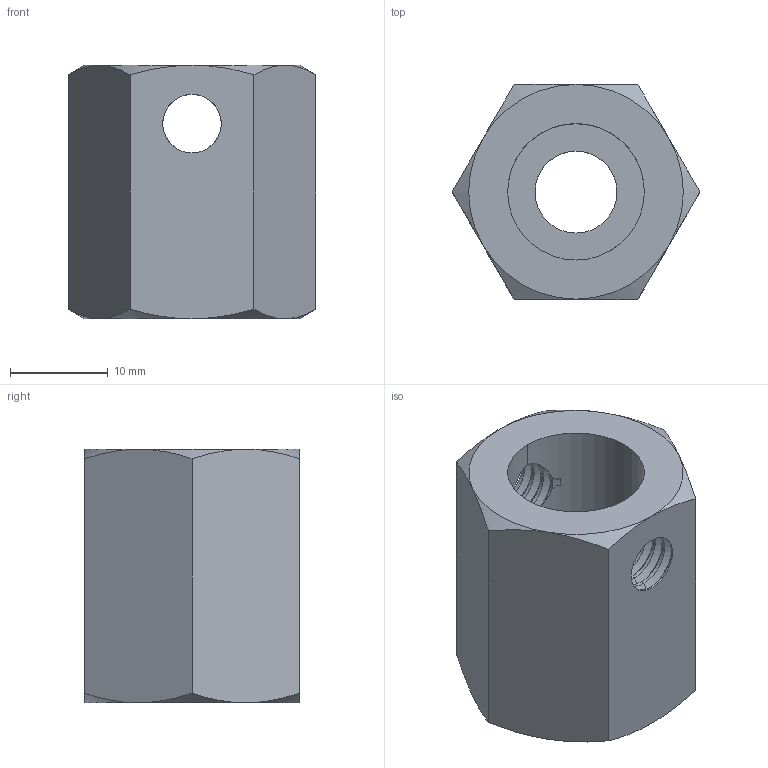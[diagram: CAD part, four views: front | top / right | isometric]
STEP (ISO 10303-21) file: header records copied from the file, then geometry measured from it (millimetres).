
FILE_DESCRIPTION(('STEP AP214'),'1');
FILE_NAME(' ',' ',('TraceParts'),('TraceParts S.A.'),'XStep 1.0',' ',' ');
FILE_SCHEMA(('automotive_design'));
Length unit declared in the file: millimetre
Products named in the file (1): 1
Bounding box: 25.4 x 22 x 26 mm (x, y, z)
Volume: 7372.6 mm3; surface area: 3838.2 mm2
Topology: 1 solids, 1 shells, 103 faces, 230 edges, 128 vertices
Faces by surface type: cone 44, torus 30, cylinder 20, plane 9
Entity records: 5807 total; most frequent: CARTESIAN_POINT 937, DIRECTION 504, STYLED_ITEM 462, PRESENTATION_STYLE_ASSIGNMENT 462, COLOUR_RGB 462, ORIENTED_EDGE 460, EDGE_CURVE 230, CURVE_STYLE 230
